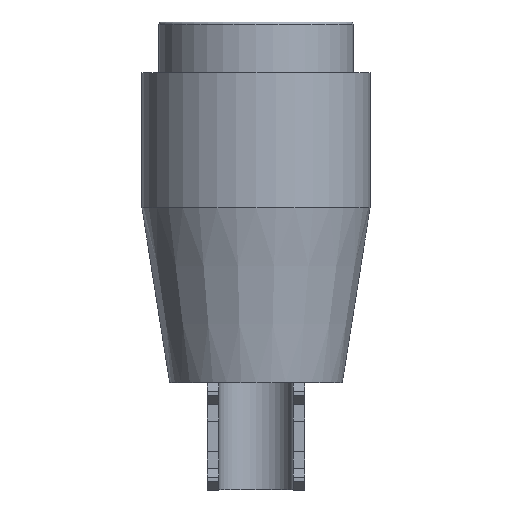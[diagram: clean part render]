
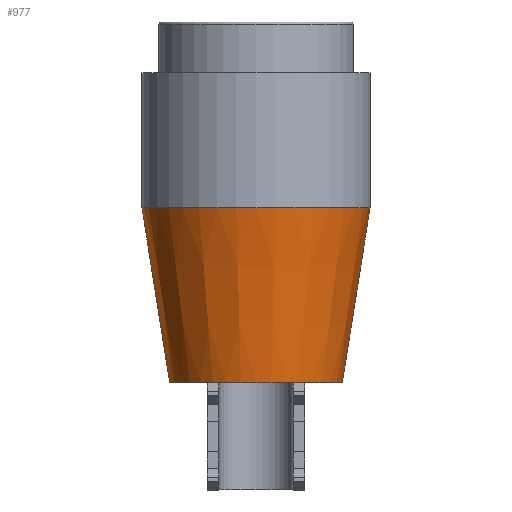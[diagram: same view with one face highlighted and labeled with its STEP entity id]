
A CAD part, front view. The second image highlights one B-rep face of the part: STEP entity #977.
In plain terms, the highlighted conical face has half-angle 9 degrees and reference radius 5.111 mm.
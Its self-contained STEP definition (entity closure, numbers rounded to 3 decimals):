
#34 = AXIS2_PLACEMENT_3D ( 'NONE', #452, #840, #324 ) ;
#72 = CIRCLE ( 'NONE', #1026, 6.75 ) ;
#99 = DIRECTION ( 'NONE',  ( 1., 0., 0. ) ) ;
#201 = CARTESIAN_POINT ( 'NONE',  ( 5.111, 7.6, 3.175 ) ) ;
#208 = LINE ( 'NONE', #1520, #416 ) ;
#235 = EDGE_LOOP ( 'NONE', ( #1637, #490, #1057, #444 ) ) ;
#243 = CARTESIAN_POINT ( 'NONE',  ( 6.75, 7.6, 13.525 ) ) ;
#301 = EDGE_CURVE ( 'NONE', #967, #1444, #72, .T. ) ;
#324 = DIRECTION ( 'NONE',  ( 1., 0., 0. ) ) ;
#416 = VECTOR ( 'NONE', #619, 1000. ) ;
#444 = ORIENTED_EDGE ( 'NONE', *, *, #301, .F. ) ;
#452 = CARTESIAN_POINT ( 'NONE',  ( 0., 7.6, 3.175 ) ) ;
#478 = CARTESIAN_POINT ( 'NONE',  ( 0., 7.6, 3.175 ) ) ;
#490 = ORIENTED_EDGE ( 'NONE', *, *, #905, .T. ) ;
#563 = DIRECTION ( 'NONE',  ( -0.156, 0., 0.988 ) ) ;
#579 = CARTESIAN_POINT ( 'NONE',  ( -6.75, 7.6, 13.525 ) ) ;
#619 = DIRECTION ( 'NONE',  ( 0.156, 0., 0.988 ) ) ;
#758 = CARTESIAN_POINT ( 'NONE',  ( 0., 7.6, 13.525 ) ) ;
#767 = CARTESIAN_POINT ( 'NONE',  ( -5.111, 7.6, 3.175 ) ) ;
#840 = DIRECTION ( 'NONE',  ( 0., 0., 1. ) ) ;
#905 = EDGE_CURVE ( 'NONE', #1017, #1251, #1460, .T. ) ;
#967 = VERTEX_POINT ( 'NONE', #579 ) ;
#977 = ADVANCED_FACE ( 'NONE', ( #1074 ), #1564, .T. ) ;
#1017 = VERTEX_POINT ( 'NONE', #767 ) ;
#1026 = AXIS2_PLACEMENT_3D ( 'NONE', #758, #1645, #99 ) ;
#1057 = ORIENTED_EDGE ( 'NONE', *, *, #1437, .T. ) ;
#1074 = FACE_OUTER_BOUND ( 'NONE', #235, .T. ) ;
#1178 = LINE ( 'NONE', #1198, #1268 ) ;
#1198 = CARTESIAN_POINT ( 'NONE',  ( -5.111, 7.6, 3.175 ) ) ;
#1251 = VERTEX_POINT ( 'NONE', #201 ) ;
#1268 = VECTOR ( 'NONE', #563, 1000. ) ;
#1292 = EDGE_CURVE ( 'NONE', #1017, #967, #1178, .T. ) ;
#1437 = EDGE_CURVE ( 'NONE', #1251, #1444, #208, .T. ) ;
#1444 = VERTEX_POINT ( 'NONE', #243 ) ;
#1453 = AXIS2_PLACEMENT_3D ( 'NONE', #478, #1462, #1589 ) ;
#1460 = CIRCLE ( 'NONE', #34, 5.111 ) ;
#1462 = DIRECTION ( 'NONE',  ( 0., 0., 1. ) ) ;
#1520 = CARTESIAN_POINT ( 'NONE',  ( 5.111, 7.6, 3.175 ) ) ;
#1564 = CONICAL_SURFACE ( 'NONE', #1453, 5.111, 0.157 ) ;
#1589 = DIRECTION ( 'NONE',  ( 1., 0., 0. ) ) ;
#1637 = ORIENTED_EDGE ( 'NONE', *, *, #1292, .F. ) ;
#1645 = DIRECTION ( 'NONE',  ( 0., 0., 1. ) ) ;
